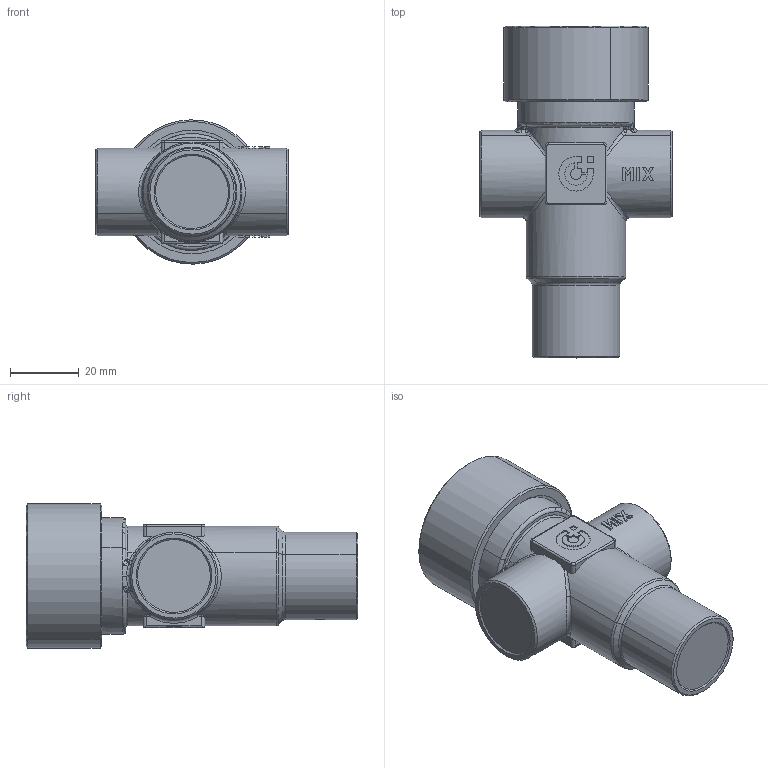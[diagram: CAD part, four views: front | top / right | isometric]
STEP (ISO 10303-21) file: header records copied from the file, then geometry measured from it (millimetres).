
FILE_DESCRIPTION(('CATIA V5 STEP Exchange'),'2;1');
FILE_NAME('STEP_520_-_TST.stp','2018-12-11T13:00:09+00:00',('none'),('none'),'CATIA Version 5-6 Release 2016 SP4','CATIA V5 STEP AP203','none');
FILE_SCHEMA(('CONFIG_CONTROL_DESIGN'));
Length unit declared in the file: millimetre
Products named in the file (1): 520 - TST
Bounding box: 56 x 96.5 x 41.99 mm (x, y, z)
Volume: 93453.8 mm3; surface area: 15175.6 mm2
Topology: 1 solids, 1 shells, 289 faces, 720 edges, 434 vertices
Faces by surface type: plane 124, cylinder 72, bspline 47, torus 20, cone 18, sphere 8
Entity records: 11757 total; most frequent: CARTESIAN_POINT 5833, ORIENTED_EDGE 1408, DIRECTION 840, EDGE_CURVE 704, VERTEX_POINT 434, AXIS2_PLACEMENT_3D 339, VECTOR 335, LINE 335
